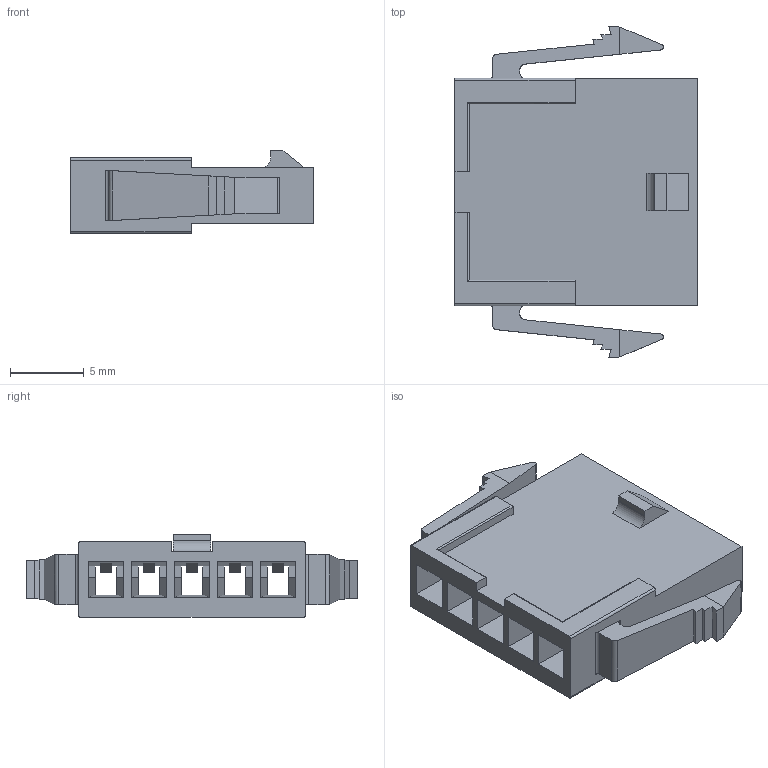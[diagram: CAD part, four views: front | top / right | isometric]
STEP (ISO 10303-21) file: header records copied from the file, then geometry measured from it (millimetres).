
FILE_DESCRIPTION( ('This file contains a STEP AP42 implementation' ,'as created by ZW3D STEP Interface translator.') ,'2;1' );
FILE_NAME( 'WF3001-1HKXXX01.stp' ,'23 5 8.154216', (''), ('ZWCAD Software Co.'), 'Version 1.0', 'ZW3D to STEP translator', '' );
FILE_SCHEMA(('AUTOMOTIVE_DESIGN { 1 0 10303 214 1 1 1 1 }'));
Length unit declared in the file: millimetre
Products named in the file (2): 0; WF3001-1HK05B01
Bounding box: 16.44 x 22.43 x 5.61 mm (x, y, z)
Volume: 652.4 mm3; surface area: 1772.9 mm2
Topology: 1 solids, 1 shells, 251 faces, 712 edges, 471 vertices
Faces by surface type: plane 230, cylinder 14, bspline 7
Entity records: 8372 total; most frequent: CARTESIAN_POINT 1608, ORIENTED_EDGE 1424, DIRECTION 1206, EDGE_CURVE 712, VECTOR 672, LINE 672, VERTEX_POINT 471, EDGE_LOOP 269
